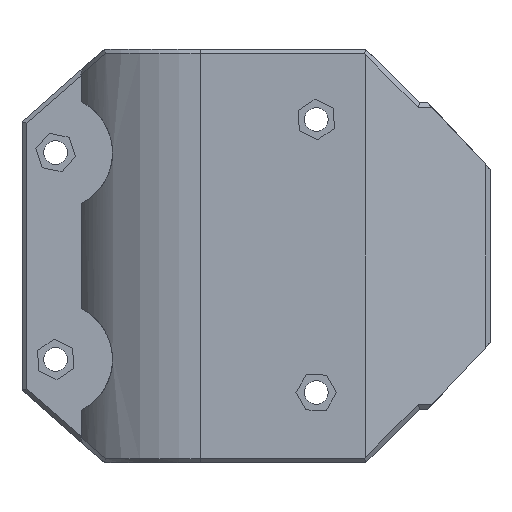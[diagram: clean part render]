
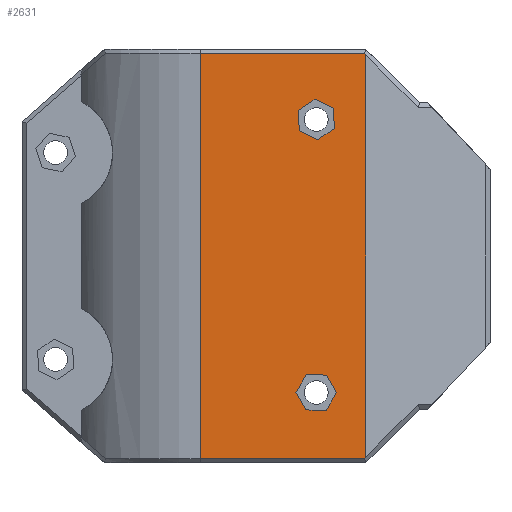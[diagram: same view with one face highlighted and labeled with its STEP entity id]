
A CAD part, left-side view. The second image highlights one B-rep face of the part: STEP entity #2631.
In plain terms, the highlighted planar face has unit normal (-1, 0, 0).
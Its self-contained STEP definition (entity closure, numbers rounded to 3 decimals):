
#63=FACE_BOUND('',#364,.T.);
#64=FACE_BOUND('',#365,.T.);
#217=FACE_OUTER_BOUND('',#363,.T.);
#363=EDGE_LOOP('',(#1974,#1975,#1976,#1977,#1978,#1979));
#364=EDGE_LOOP('',(#1980,#1981,#1982,#1983,#1984,#1985));
#365=EDGE_LOOP('',(#1986,#1987,#1988,#1989,#1990,#1991));
#494=LINE('',#3642,#784);
#573=LINE('',#3818,#863);
#577=LINE('',#3826,#867);
#580=LINE('',#3832,#870);
#583=LINE('',#3838,#873);
#586=LINE('',#3844,#876);
#589=LINE('',#3849,#879);
#591=LINE('',#3857,#881);
#595=LINE('',#3865,#885);
#598=LINE('',#3871,#888);
#601=LINE('',#3877,#891);
#604=LINE('',#3883,#894);
#607=LINE('',#3888,#897);
#614=LINE('',#3904,#904);
#625=LINE('',#4036,#915);
#629=LINE('',#4042,#919);
#630=LINE('',#4044,#920);
#633=LINE('',#4050,#923);
#784=VECTOR('',#2947,10.);
#863=VECTOR('',#3096,10.);
#867=VECTOR('',#3102,10.);
#870=VECTOR('',#3107,10.);
#873=VECTOR('',#3112,10.);
#876=VECTOR('',#3117,10.);
#879=VECTOR('',#3122,10.);
#881=VECTOR('',#3130,10.);
#885=VECTOR('',#3136,10.);
#888=VECTOR('',#3141,10.);
#891=VECTOR('',#3146,10.);
#894=VECTOR('',#3151,10.);
#897=VECTOR('',#3156,10.);
#904=VECTOR('',#3171,10.);
#915=VECTOR('',#3210,10.);
#919=VECTOR('',#3216,10.);
#920=VECTOR('',#3219,10.);
#923=VECTOR('',#3226,10.);
#1074=VERTEX_POINT('',#3639);
#1075=VERTEX_POINT('',#3641);
#1136=VERTEX_POINT('',#3816);
#1137=VERTEX_POINT('',#3817);
#1140=VERTEX_POINT('',#3825);
#1142=VERTEX_POINT('',#3831);
#1144=VERTEX_POINT('',#3837);
#1146=VERTEX_POINT('',#3843);
#1149=VERTEX_POINT('',#3855);
#1150=VERTEX_POINT('',#3856);
#1153=VERTEX_POINT('',#3864);
#1155=VERTEX_POINT('',#3870);
#1157=VERTEX_POINT('',#3876);
#1159=VERTEX_POINT('',#3882);
#1165=VERTEX_POINT('',#3902);
#1167=VERTEX_POINT('',#3907);
#1187=VERTEX_POINT('',#4030);
#1188=VERTEX_POINT('',#4035);
#1329=EDGE_CURVE('',#1075,#1074,#494,.T.);
#1417=EDGE_CURVE('',#1136,#1137,#573,.T.);
#1421=EDGE_CURVE('',#1140,#1136,#577,.T.);
#1424=EDGE_CURVE('',#1142,#1140,#580,.T.);
#1427=EDGE_CURVE('',#1144,#1142,#583,.T.);
#1430=EDGE_CURVE('',#1146,#1144,#586,.T.);
#1433=EDGE_CURVE('',#1137,#1146,#589,.T.);
#1436=EDGE_CURVE('',#1149,#1150,#591,.T.);
#1440=EDGE_CURVE('',#1153,#1149,#595,.T.);
#1443=EDGE_CURVE('',#1155,#1153,#598,.T.);
#1446=EDGE_CURVE('',#1157,#1155,#601,.T.);
#1449=EDGE_CURVE('',#1159,#1157,#604,.T.);
#1452=EDGE_CURVE('',#1150,#1159,#607,.T.);
#1460=EDGE_CURVE('',#1165,#1074,#614,.T.);
#1489=EDGE_CURVE('',#1188,#1187,#625,.T.);
#1493=EDGE_CURVE('',#1167,#1165,#629,.T.);
#1494=EDGE_CURVE('',#1075,#1188,#630,.T.);
#1497=EDGE_CURVE('',#1187,#1167,#633,.T.);
#1974=ORIENTED_EDGE('',*,*,#1460,.F.);
#1975=ORIENTED_EDGE('',*,*,#1493,.F.);
#1976=ORIENTED_EDGE('',*,*,#1497,.F.);
#1977=ORIENTED_EDGE('',*,*,#1489,.F.);
#1978=ORIENTED_EDGE('',*,*,#1494,.F.);
#1979=ORIENTED_EDGE('',*,*,#1329,.T.);
#1980=ORIENTED_EDGE('',*,*,#1417,.T.);
#1981=ORIENTED_EDGE('',*,*,#1433,.T.);
#1982=ORIENTED_EDGE('',*,*,#1430,.T.);
#1983=ORIENTED_EDGE('',*,*,#1427,.T.);
#1984=ORIENTED_EDGE('',*,*,#1424,.T.);
#1985=ORIENTED_EDGE('',*,*,#1421,.T.);
#1986=ORIENTED_EDGE('',*,*,#1436,.T.);
#1987=ORIENTED_EDGE('',*,*,#1452,.T.);
#1988=ORIENTED_EDGE('',*,*,#1449,.T.);
#1989=ORIENTED_EDGE('',*,*,#1446,.T.);
#1990=ORIENTED_EDGE('',*,*,#1443,.T.);
#1991=ORIENTED_EDGE('',*,*,#1440,.T.);
#2520=PLANE('',#2804);
#2631=ADVANCED_FACE('',(#217,#63,#64),#2520,.T.);
#2804=AXIS2_PLACEMENT_3D('',#4049,#3224,#3225);
#2947=DIRECTION('',(0.,0.,1.));
#3096=DIRECTION('',(0.,0.894,0.447));
#3102=DIRECTION('',(0.,0.835,-0.551));
#3107=DIRECTION('',(0.,-0.06,-0.998));
#3112=DIRECTION('',(0.,-0.894,-0.447));
#3117=DIRECTION('',(0.,-0.835,0.551));
#3122=DIRECTION('',(0.,0.06,0.998));
#3130=DIRECTION('',(0.,-0.49,-0.872));
#3136=DIRECTION('',(0.,-1.,-0.012));
#3141=DIRECTION('',(0.,-0.51,0.86));
#3146=DIRECTION('',(0.,0.49,0.872));
#3151=DIRECTION('',(0.,1.,0.012));
#3156=DIRECTION('',(0.,0.51,-0.86));
#3171=DIRECTION('',(0.,-0.61,-0.793));
#3210=DIRECTION('',(0.,1.,0.));
#3216=DIRECTION('',(0.,-1.,0.));
#3219=DIRECTION('',(0.,0.61,-0.793));
#3224=DIRECTION('center_axis',(-1.,0.,0.));
#3225=DIRECTION('ref_axis',(0.,-1.,0.));
#3226=DIRECTION('',(0.,0.,1.));
#3639=CARTESIAN_POINT('',(-32.5,-40.,48.602));
#3641=CARTESIAN_POINT('',(-32.5,-40.,-48.602));
#3642=CARTESIAN_POINT('',(-32.5,-40.,0.));
#3816=CARTESIAN_POINT('',(-32.5,-28.294,28.101));
#3817=CARTESIAN_POINT('',(-32.5,-23.905,30.296));
#3818=CARTESIAN_POINT('',(-32.5,-22.597,30.95));
#3825=CARTESIAN_POINT('',(-32.5,-32.389,30.805));
#3826=CARTESIAN_POINT('',(-32.5,-14.029,18.683));
#3831=CARTESIAN_POINT('',(-32.5,-32.095,35.704));
#3832=CARTESIAN_POINT('',(-32.5,-33.105,18.876));
#3837=CARTESIAN_POINT('',(-32.5,-27.706,37.899));
#3838=CARTESIAN_POINT('',(-32.5,-24.203,39.65));
#3843=CARTESIAN_POINT('',(-32.5,-23.611,35.195));
#3844=CARTESIAN_POINT('',(-32.5,-7.298,24.424));
#3849=CARTESIAN_POINT('',(-32.5,-24.768,15.917));
#3855=CARTESIAN_POINT('',(-32.5,-30.503,-28.779));
#3856=CARTESIAN_POINT('',(-32.5,-32.907,-33.058));
#3857=CARTESIAN_POINT('',(-32.5,-20.7,-11.329));
#3864=CARTESIAN_POINT('',(-32.5,-25.596,-28.722));
#3865=CARTESIAN_POINT('',(-32.5,-12.631,-28.569));
#3870=CARTESIAN_POINT('',(-32.5,-23.093,-32.942));
#3871=CARTESIAN_POINT('',(-32.5,-27.315,-25.824));
#3876=CARTESIAN_POINT('',(-32.5,-25.497,-37.221));
#3877=CARTESIAN_POINT('',(-32.5,-14.491,-17.631));
#3882=CARTESIAN_POINT('',(-32.5,-30.404,-37.278));
#3883=CARTESIAN_POINT('',(-32.5,-14.985,-37.098));
#3888=CARTESIAN_POINT('',(-32.5,-35.878,-28.049));
#3902=CARTESIAN_POINT('',(-32.5,-39.694,49.));
#3904=CARTESIAN_POINT('',(-32.5,-51.232,34.006));
#3907=CARTESIAN_POINT('',(-32.5,0.,49.));
#4030=CARTESIAN_POINT('',(-32.5,0.,-49.));
#4035=CARTESIAN_POINT('',(-32.5,-39.694,-49.));
#4036=CARTESIAN_POINT('',(-32.5,0.786,-49.));
#4042=CARTESIAN_POINT('',(-32.5,0.786,49.));
#4044=CARTESIAN_POINT('',(-32.5,-54.3,-30.019));
#4049=CARTESIAN_POINT('Origin',(-32.5,0.,0.));
#4050=CARTESIAN_POINT('',(-32.5,0.,0.));
